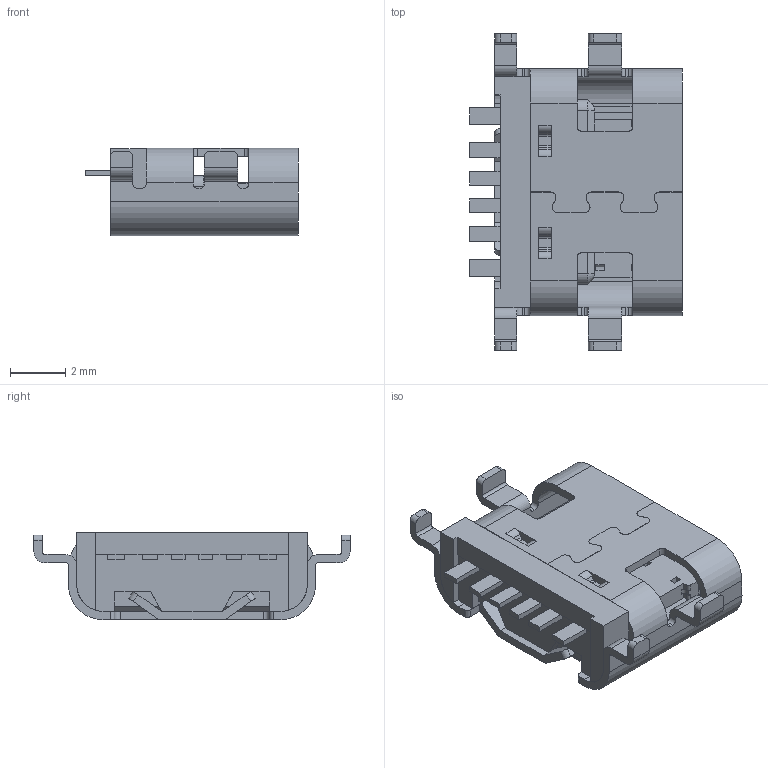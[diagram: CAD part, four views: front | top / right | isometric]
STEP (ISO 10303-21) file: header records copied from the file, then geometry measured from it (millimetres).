
FILE_DESCRIPTION((''),'2;1');
FILE_NAME('TYPE-C母座_6P沉板0_8四脚插CH0_78_长6_8Z','2024-07-16T',('admin'),(''),'PRO/ENGINEER BY PARAMETRIC TECHNOLOGY CORPORATION, 2017170','PRO/ENGINEER BY PARAMETRIC TECHNOLOGY CORPORATION, 2017170','');
FILE_SCHEMA(('AUTOMOTIVE_DESIGN { 1 0 10303 214 1 1 1 1 }'));
Length unit declared in the file: millimetre
Products named in the file (1): TYPE-C母座_6P沉板0_8四脚插CH0_78_长6_8Z
Bounding box: 7.7 x 11.45 x 3.16 mm (x, y, z)
Volume: 61.1 mm3; surface area: 461.1 mm2
Topology: 1 solids, 2 shells, 613 faces, 1758 edges, 1157 vertices
Faces by surface type: plane 457, cylinder 138, cone 12, torus 4, extrusion 2
Entity records: 24584 total; most frequent: CARTESIAN_POINT 3802, ORIENTED_EDGE 3516, DIRECTION 3254, EDGE_CURVE 1758, VECTOR 1406, LINE 1404, VERTEX_POINT 1157, AXIS2_PLACEMENT_3D 924
